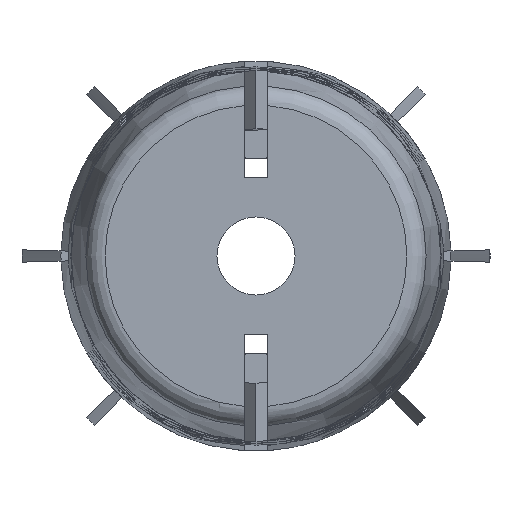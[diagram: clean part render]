
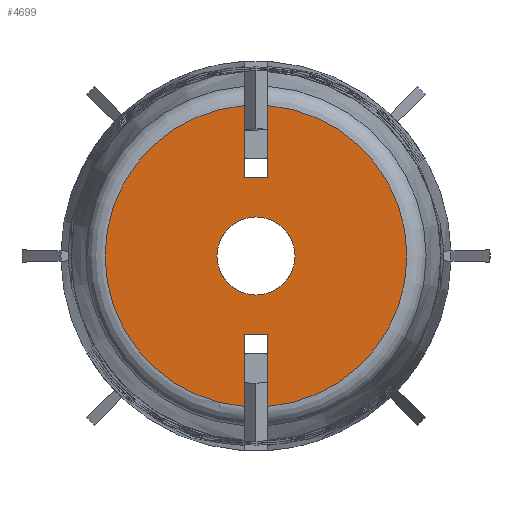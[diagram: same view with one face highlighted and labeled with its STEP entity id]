
A CAD part, left-side view. The second image highlights one B-rep face of the part: STEP entity #4699.
In plain terms, the highlighted planar face has unit normal (-1, 0, 0).
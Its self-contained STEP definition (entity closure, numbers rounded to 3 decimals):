
#37=PLANE('',#5329);
#296=CIRCLE('',#5330,4.643);
#297=CIRCLE('',#5331,4.643);
#298=CIRCLE('',#5332,1.2);
#1329=ORIENTED_EDGE('',*,*,#2714,.F.);
#1330=ORIENTED_EDGE('',*,*,#2715,.F.);
#1331=ORIENTED_EDGE('',*,*,#2716,.T.);
#1332=ORIENTED_EDGE('',*,*,#2717,.T.);
#1333=ORIENTED_EDGE('',*,*,#2718,.F.);
#1334=ORIENTED_EDGE('',*,*,#2719,.F.);
#1335=ORIENTED_EDGE('',*,*,#2720,.F.);
#1336=ORIENTED_EDGE('',*,*,#2721,.T.);
#1337=ORIENTED_EDGE('',*,*,#2722,.T.);
#2714=EDGE_CURVE('',#3354,#3355,#296,.T.);
#2715=EDGE_CURVE('',#3356,#3354,#3575,.T.);
#2716=EDGE_CURVE('',#3356,#3357,#3576,.T.);
#2717=EDGE_CURVE('',#3357,#3358,#3577,.T.);
#2718=EDGE_CURVE('',#3359,#3358,#297,.T.);
#2719=EDGE_CURVE('',#3360,#3359,#3578,.T.);
#2720=EDGE_CURVE('',#3361,#3360,#3579,.T.);
#2721=EDGE_CURVE('',#3361,#3355,#3580,.T.);
#2722=EDGE_CURVE('',#3362,#3362,#298,.T.);
#3354=VERTEX_POINT('',#8295);
#3355=VERTEX_POINT('',#8296);
#3356=VERTEX_POINT('',#8298);
#3357=VERTEX_POINT('',#8300);
#3358=VERTEX_POINT('',#8302);
#3359=VERTEX_POINT('',#8304);
#3360=VERTEX_POINT('',#8306);
#3361=VERTEX_POINT('',#8308);
#3362=VERTEX_POINT('',#8311);
#3575=LINE('',#8297,#3879);
#3576=LINE('',#8299,#3880);
#3577=LINE('',#8301,#3881);
#3578=LINE('',#8305,#3882);
#3579=LINE('',#8307,#3883);
#3580=LINE('',#8309,#3884);
#3879=VECTOR('',#6619,1000.);
#3880=VECTOR('',#6620,1000.);
#3881=VECTOR('',#6621,1000.);
#3882=VECTOR('',#6624,1000.);
#3883=VECTOR('',#6625,1000.);
#3884=VECTOR('',#6626,1000.);
#4122=EDGE_LOOP('',(#1329,#1330,#1331,#1332,#1333,#1334,#1335,#1336));
#4123=EDGE_LOOP('',(#1337));
#4376=FACE_BOUND('',#4122,.T.);
#4377=FACE_BOUND('',#4123,.T.);
#4699=ADVANCED_FACE('',(#4376,#4377),#37,.F.);
#5329=AXIS2_PLACEMENT_3D('',#8293,#6615,#6616);
#5330=AXIS2_PLACEMENT_3D('',#8294,#6617,#6618);
#5331=AXIS2_PLACEMENT_3D('',#8303,#6622,#6623);
#5332=AXIS2_PLACEMENT_3D('',#8310,#6627,#6628);
#6615=DIRECTION('',(1.,0.,0.));
#6616=DIRECTION('',(0.,0.,-1.));
#6617=DIRECTION('',(1.,0.,0.));
#6618=DIRECTION('',(0.,0.,-1.));
#6619=DIRECTION('',(0.,0.,-1.));
#6620=DIRECTION('',(0.,-1.,0.));
#6621=DIRECTION('',(0.,0.,-1.));
#6622=DIRECTION('',(1.,0.,0.));
#6623=DIRECTION('',(0.,0.,-1.));
#6624=DIRECTION('',(0.,0.,1.));
#6625=DIRECTION('',(0.,-1.,0.));
#6626=DIRECTION('',(0.,0.,1.));
#6627=DIRECTION('',(1.,0.,0.));
#6628=DIRECTION('',(0.,0.,-1.));
#8293=CARTESIAN_POINT('',(-70.,1.2,0.));
#8294=CARTESIAN_POINT('',(-70.,0.,0.));
#8295=CARTESIAN_POINT('',(-70.,0.36,-4.629));
#8296=CARTESIAN_POINT('',(-70.,0.36,4.629));
#8297=CARTESIAN_POINT('',(-70.,0.36,-2.4));
#8298=CARTESIAN_POINT('',(-70.,0.36,-2.4));
#8299=CARTESIAN_POINT('',(-70.,0.36,-2.4));
#8300=CARTESIAN_POINT('',(-70.,-0.36,-2.4));
#8301=CARTESIAN_POINT('',(-70.,-0.36,-2.4));
#8302=CARTESIAN_POINT('',(-70.,-0.36,-4.629));
#8303=CARTESIAN_POINT('',(-70.,0.,0.));
#8304=CARTESIAN_POINT('',(-70.,-0.36,4.629));
#8305=CARTESIAN_POINT('',(-70.,-0.36,2.4));
#8306=CARTESIAN_POINT('',(-70.,-0.36,2.4));
#8307=CARTESIAN_POINT('',(-70.,0.36,2.4));
#8308=CARTESIAN_POINT('',(-70.,0.36,2.4));
#8309=CARTESIAN_POINT('',(-70.,0.36,2.4));
#8310=CARTESIAN_POINT('',(-70.,0.,0.));
#8311=CARTESIAN_POINT('',(-70.,0.,-1.2));
